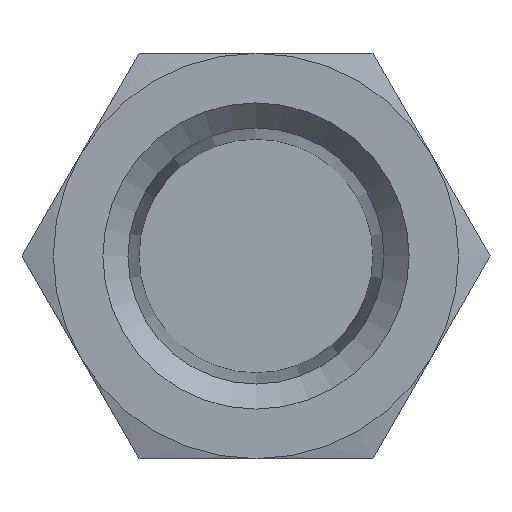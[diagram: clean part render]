
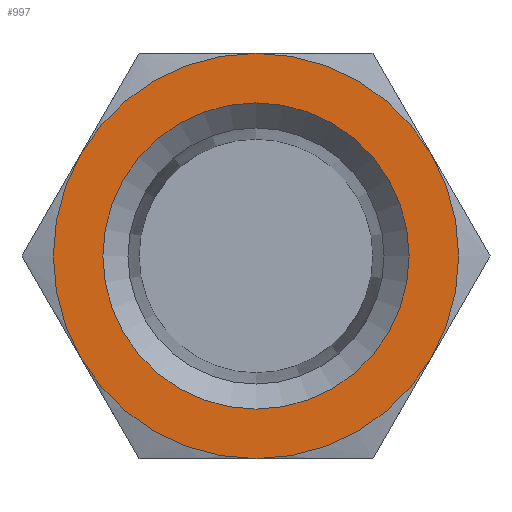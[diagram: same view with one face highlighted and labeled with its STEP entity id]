
A CAD part, left-side view. The second image highlights one B-rep face of the part: STEP entity #997.
In plain terms, the highlighted planar face has unit normal (-1, 0, 0).
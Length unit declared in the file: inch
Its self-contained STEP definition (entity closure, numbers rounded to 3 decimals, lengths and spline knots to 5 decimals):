
#232=CARTESIAN_POINT('',(0.0,0.,0.425));
#233=VERTEX_POINT('',#232);
#234=CARTESIAN_POINT('',(0.0,0.0,0.0));
#235=DIRECTION('',(1.0,0.0,0.0));
#236=DIRECTION('',(0.0,0.0,-1.0));
#237=AXIS2_PLACEMENT_3D('',#234,#235,#236);
#238=CIRCLE('',#237,0.425);
#239=EDGE_CURVE('',#233,#233,#238,.T.);
#604=CARTESIAN_POINT('',(0.0,0.,0.5625));
#605=VERTEX_POINT('',#604);
#619=CARTESIAN_POINT('',(0.0,0.48714,0.28125));
#620=VERTEX_POINT('',#619);
#634=CARTESIAN_POINT('',(0.0,0.0,0.0));
#635=DIRECTION('',(-1.0,0.0,0.0));
#636=DIRECTION('',(0.0,1.0,0.0));
#637=AXIS2_PLACEMENT_3D('',#634,#635,#636);
#638=CIRCLE('',#637,0.5625);
#639=EDGE_CURVE('',#605,#620,#638,.T.);
#651=CARTESIAN_POINT('',(0.0,-0.48714,0.28125));
#652=VERTEX_POINT('',#651);
#679=CARTESIAN_POINT('',(0.0,0.0,0.0));
#680=DIRECTION('',(-1.0,0.0,0.0));
#681=DIRECTION('',(0.0,1.0,0.0));
#682=AXIS2_PLACEMENT_3D('',#679,#680,#681);
#683=CIRCLE('',#682,0.5625);
#684=EDGE_CURVE('',#652,#605,#683,.T.);
#696=CARTESIAN_POINT('',(0.0,-0.48714,-0.28125));
#697=VERTEX_POINT('',#696);
#724=CARTESIAN_POINT('',(0.0,0.0,0.0));
#725=DIRECTION('',(-1.0,0.0,0.0));
#726=DIRECTION('',(0.0,1.0,0.0));
#727=AXIS2_PLACEMENT_3D('',#724,#725,#726);
#728=CIRCLE('',#727,0.5625);
#729=EDGE_CURVE('',#697,#652,#728,.T.);
#754=CARTESIAN_POINT('',(0.0,0.0,-0.5625));
#755=VERTEX_POINT('',#754);
#756=CARTESIAN_POINT('',(0.0,0.0,0.0));
#757=DIRECTION('',(-1.0,0.0,0.0));
#758=DIRECTION('',(0.0,1.0,0.0));
#759=AXIS2_PLACEMENT_3D('',#756,#757,#758);
#760=CIRCLE('',#759,0.5625);
#761=EDGE_CURVE('',#755,#697,#760,.T.);
#799=CARTESIAN_POINT('',(0.0,0.48714,-0.28125));
#800=VERTEX_POINT('',#799);
#801=CARTESIAN_POINT('',(0.0,0.0,0.0));
#802=DIRECTION('',(-1.0,0.0,0.0));
#803=DIRECTION('',(0.0,1.0,0.0));
#804=AXIS2_PLACEMENT_3D('',#801,#802,#803);
#805=CIRCLE('',#804,0.5625);
#806=EDGE_CURVE('',#800,#755,#805,.T.);
#844=CARTESIAN_POINT('',(0.0,0.0,0.0));
#845=DIRECTION('',(-1.0,0.0,0.0));
#846=DIRECTION('',(0.0,1.0,0.0));
#847=AXIS2_PLACEMENT_3D('',#844,#845,#846);
#848=CIRCLE('',#847,0.5625);
#849=EDGE_CURVE('',#620,#800,#848,.T.);
#981=CARTESIAN_POINT('',(0.0,0.,0.));
#982=DIRECTION('',(1.0,0.0,0.0));
#983=DIRECTION('',(0.0,0.0,-1.0));
#984=AXIS2_PLACEMENT_3D('',#981,#982,#983);
#985=PLANE('',#984);
#986=ORIENTED_EDGE('',*,*,#849,.T.);
#987=ORIENTED_EDGE('',*,*,#806,.T.);
#988=ORIENTED_EDGE('',*,*,#761,.T.);
#989=ORIENTED_EDGE('',*,*,#729,.T.);
#990=ORIENTED_EDGE('',*,*,#684,.T.);
#991=ORIENTED_EDGE('',*,*,#639,.T.);
#992=EDGE_LOOP('',(#986,#987,#988,#989,#990,#991));
#993=FACE_OUTER_BOUND('',#992,.T.);
#994=ORIENTED_EDGE('',*,*,#239,.T.);
#995=EDGE_LOOP('',(#994));
#996=FACE_BOUND('',#995,.T.);
#997=ADVANCED_FACE('',(#993,#996),#985,.F.);
